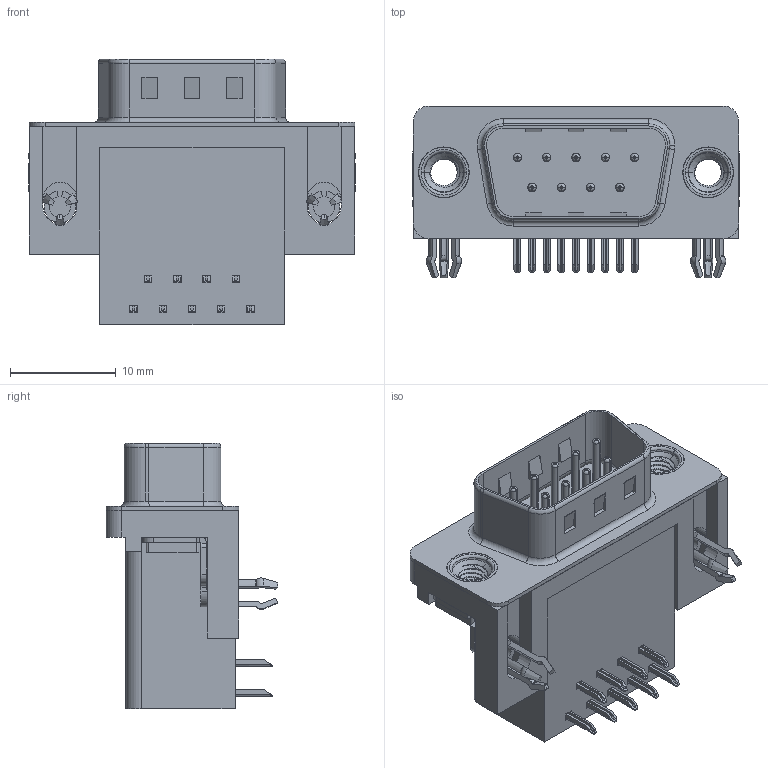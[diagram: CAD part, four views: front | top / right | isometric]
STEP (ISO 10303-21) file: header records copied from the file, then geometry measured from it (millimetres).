
FILE_DESCRIPTION (( 'STEP AP203' ), '1' );
FILE_NAME ('625-009-262-045.STEP', '2018-11-05T19:57:19', ( '' ), ( '' ), 'SwSTEP 2.0', 'SolidWorks 2016', '' );
FILE_SCHEMA (( 'CONFIG_CONTROL_DESIGN' ));
Length unit declared in the file: millimetre
Products named in the file (7): 625 3 Prong Board Lock; 625 M3 Threaded Rivet; 625-009-262-045; 625 Housing_9 Socket; 625 Shell_9 Socket; 625 Contact Bottom; 625 Contact Top
Assembly tree (15 placements, depth 2):
  625-009-262-045
    625 Housing_9 Socket
    625 Shell_9 Socket
    625 Contact Bottom  x4
    625 Contact Top  x5
    625 3 Prong Board Lock  x2
    625 M3 Threaded Rivet  x2
Bounding box: 30.89 x 16.25 x 25.16 mm (x, y, z)
Volume: 4478.6 mm3; surface area: 5015.5 mm2
Topology: 15 solids, 15 shells, 1097 faces, 2795 edges, 1753 vertices
Faces by surface type: plane 611, cylinder 327, torus 109, cone 44, bspline 6
Entity records: 17776 total; most frequent: CARTESIAN_POINT 4117, DIRECTION 2738, ORIENTED_EDGE 2612, EDGE_CURVE 1306, AXIS2_PLACEMENT_3D 956, VERTEX_POINT 834, LINE 826, VECTOR 826
